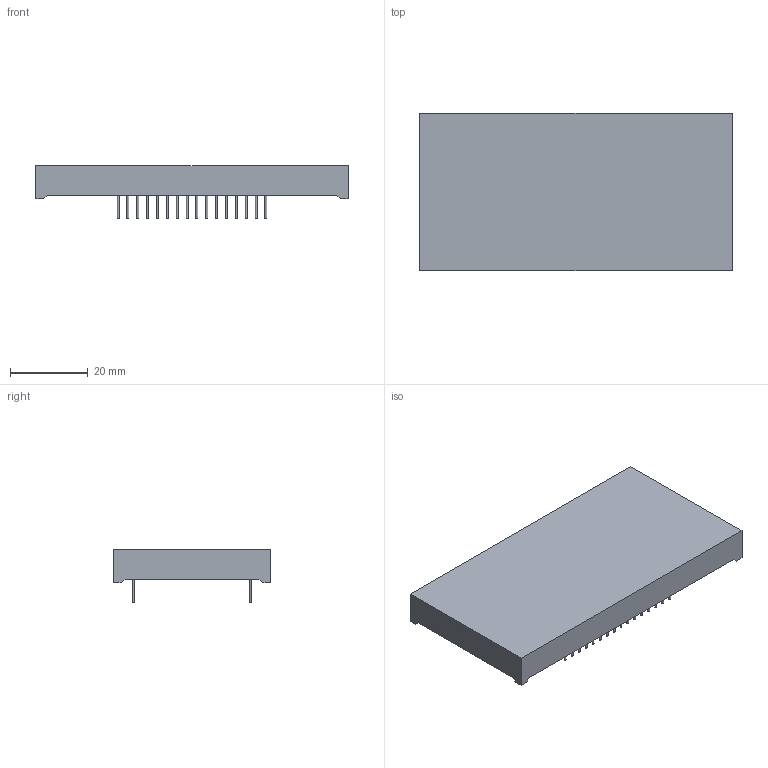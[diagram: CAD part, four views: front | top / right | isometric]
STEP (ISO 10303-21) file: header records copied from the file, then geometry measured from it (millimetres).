
FILE_DESCRIPTION(('FreeCAD Model'),'2;1');
FILE_NAME('Open CASCADE Shape Model','2024-11-05T20:56:06',(''),(''), 'Open CASCADE STEP processor 7.8','FreeCAD','Unknown');
FILE_SCHEMA(('AUTOMOTIVE_DESIGN { 1 0 10303 214 1 1 1 1 }'));
Length unit declared in the file: millimetre
Products named in the file (1): Body
Bounding box: 80.5 x 40.5 x 13.6 mm (x, y, z)
Volume: 24842.5 mm3; surface area: 8695.6 mm2
Topology: 1 solids, 1 shells, 86 faces, 148 edges, 96 vertices
Faces by surface type: plane 54, cylinder 32
Full cylindrical faces by diameter (mm): 0.51 x32
Entity records: 2074 total; most frequent: DIRECTION 386, CARTESIAN_POINT 331, ORIENTED_EDGE 296, AXIS2_PLACEMENT_3D 151, EDGE_CURVE 148, FACE_BOUND 118, EDGE_LOOP 118, VERTEX_POINT 96
